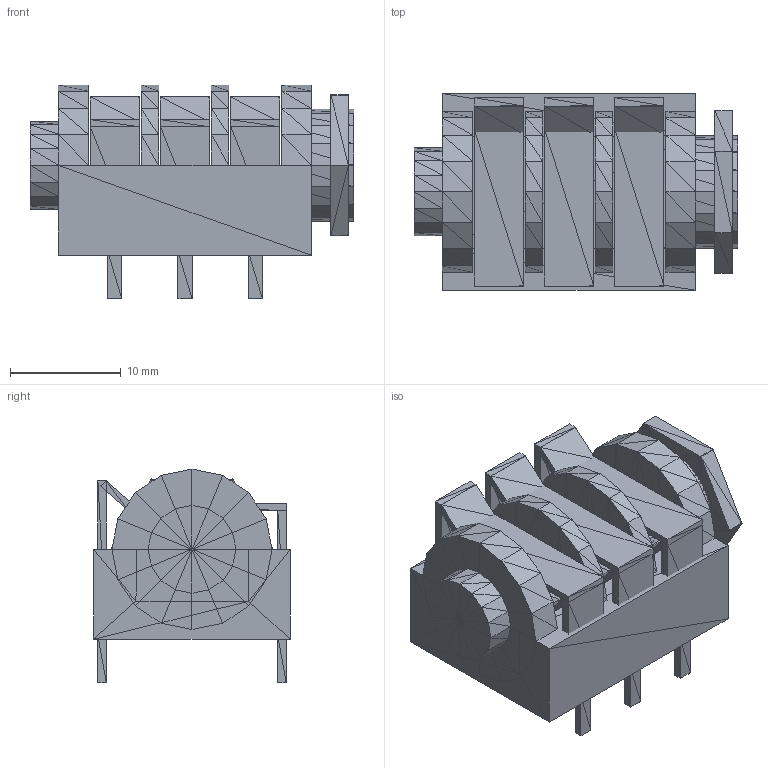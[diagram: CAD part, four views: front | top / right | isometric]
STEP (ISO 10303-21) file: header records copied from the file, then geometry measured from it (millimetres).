
FILE_DESCRIPTION(('HOOPS Exchange Step'),'2;1');
FILE_NAME('***.stp');
FILE_SCHEMA( ('AP242_MANAGED_MODEL_BASED_3D_ENGINEERING_MIM_LF {1 0 10303 442 1 1 4 }') );
Length unit declared in the file: inch
Products named in the file (32): NEUTRIKJKST_2; NEUTRIKJKST_3; NEUTRIKJKST_4; NEUTRIKJKST_5; NEUTRIKJKST_6; NEUTRIKJKST_7; NEUTRIKJKST_8; NEUTRIKJKST_9; NEUTRIKJKST_10; NEUTRIKJKST_11; NEUTRIKJKST_12; NEUTRIKJKST_13; NEUTRIKJKST_14; NEUTRIKJKST_15; NEUTRIKJKST_16; NEUTRIKJKST_17; NEUTRIKJKST_18; NEUTRIKJKST_19; NEUTRIKJKST_20; NEUTRIKJKST_21; NEUTRIKJKST_22; NEUTRIKJKST_23; NEUTRIKJKST_24; NEUTRIKJKST_25; NEUTRIKJKST_26; NEUTRIKJKST_27; NEUTRIKJKST_28; NEUTRIKJKST_29; NEUTRIKJKST_30; NEUTRIKJKST_31; NEUTRIKJKST_32; NEUTRIKJKST
Assembly tree (31 placements, depth 2):
  NEUTRIKJKST
    NEUTRIKJKST_2
    NEUTRIKJKST_3
    NEUTRIKJKST_4
    NEUTRIKJKST_5
    NEUTRIKJKST_6
    NEUTRIKJKST_7
    NEUTRIKJKST_8
    NEUTRIKJKST_9
    NEUTRIKJKST_10
    NEUTRIKJKST_11
    NEUTRIKJKST_12
    NEUTRIKJKST_13
    NEUTRIKJKST_14
    NEUTRIKJKST_15
    NEUTRIKJKST_16
    NEUTRIKJKST_17
    NEUTRIKJKST_18
    NEUTRIKJKST_19
    NEUTRIKJKST_20
    NEUTRIKJKST_21
    NEUTRIKJKST_22
    NEUTRIKJKST_23
    NEUTRIKJKST_24
    NEUTRIKJKST_25
    NEUTRIKJKST_26
    NEUTRIKJKST_27
    NEUTRIKJKST_28
    NEUTRIKJKST_29
    NEUTRIKJKST_30
    NEUTRIKJKST_31
    NEUTRIKJKST_32
Bounding box: 29.21 x 17.78 x 19.3 mm (x, y, z)
Volume: 4429.5 mm3; surface area: 5711.1 mm2
Topology: 31 solids, 31 shells, 1092 faces, 1638 edges, 600 vertices
Faces by surface type: plane 1092
Entity records: 22753 total; most frequent: DIRECTION 3950, CARTESIAN_POINT 3394, ORIENTED_EDGE 3276, VECTOR 1638, LINE 1638, EDGE_CURVE 1638, AXIS2_PLACEMENT_3D 1156, PLANE 1092
